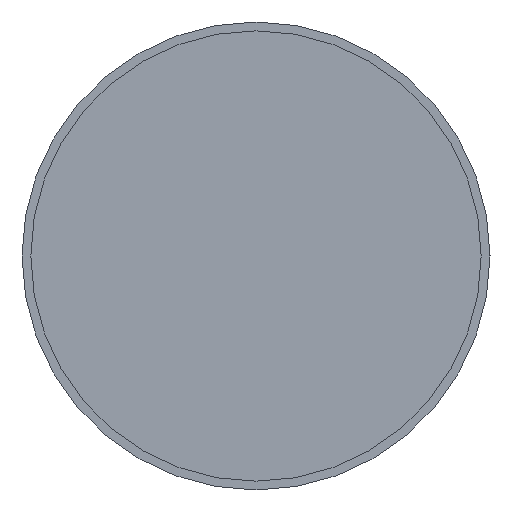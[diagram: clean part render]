
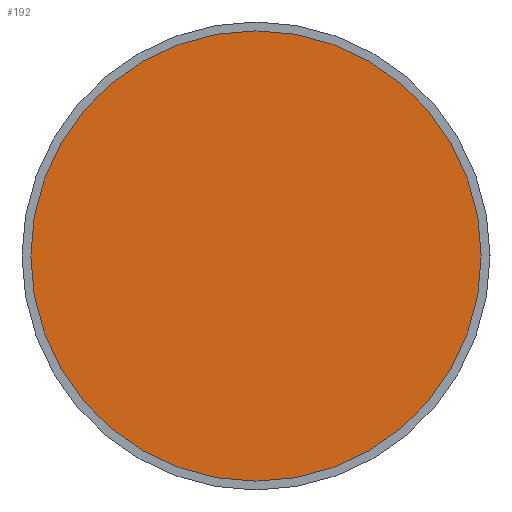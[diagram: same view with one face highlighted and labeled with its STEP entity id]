
A CAD part, left-side view. The second image highlights one B-rep face of the part: STEP entity #192.
In plain terms, the highlighted planar face has unit normal (-1, 0, 0).
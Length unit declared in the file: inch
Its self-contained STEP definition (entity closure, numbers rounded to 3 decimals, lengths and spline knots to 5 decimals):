
#23 = DIRECTION ( 'NONE',  ( 0., 0., -1. ) ) ;
#56 = EDGE_LOOP ( 'NONE', ( #436, #393 ) ) ;
#58 = CARTESIAN_POINT ( 'NONE',  ( -5., 0., 0. ) ) ;
#66 = PLANE ( 'NONE',  #449 ) ;
#67 = CARTESIAN_POINT ( 'NONE',  ( -5., 0., 0. ) ) ;
#125 = AXIS2_PLACEMENT_3D ( 'NONE', #297, #181, #339 ) ;
#172 = FACE_OUTER_BOUND ( 'NONE', #56, .T. ) ;
#174 = VERTEX_POINT ( 'NONE', #409 ) ;
#181 = DIRECTION ( 'NONE',  ( 1., 0., 0. ) ) ;
#192 = ADVANCED_FACE ( 'NONE', ( #172 ), #66, .F. ) ;
#207 = DIRECTION ( 'NONE',  ( 1., 0., 0. ) ) ;
#209 = DIRECTION ( 'NONE',  ( 1., 0., 0. ) ) ;
#242 = VERTEX_POINT ( 'NONE', #424 ) ;
#246 = CIRCLE ( 'NONE', #271, 0.028 ) ;
#271 = AXIS2_PLACEMENT_3D ( 'NONE', #67, #209, #368 ) ;
#297 = CARTESIAN_POINT ( 'NONE',  ( -5., 0., 0. ) ) ;
#339 = DIRECTION ( 'NONE',  ( 0., 0., -1. ) ) ;
#368 = DIRECTION ( 'NONE',  ( 0., 0., -1. ) ) ;
#393 = ORIENTED_EDGE ( 'NONE', *, *, #431, .F. ) ;
#409 = CARTESIAN_POINT ( 'NONE',  ( -5., 0., -0.028 ) ) ;
#424 = CARTESIAN_POINT ( 'NONE',  ( -5., 0., 0.028 ) ) ;
#431 = EDGE_CURVE ( 'NONE', #174, #242, #438, .T. ) ;
#436 = ORIENTED_EDGE ( 'NONE', *, *, #480, .F. ) ;
#438 = CIRCLE ( 'NONE', #125, 0.028 ) ;
#449 = AXIS2_PLACEMENT_3D ( 'NONE', #58, #207, #23 ) ;
#480 = EDGE_CURVE ( 'NONE', #242, #174, #246, .T. ) ;
